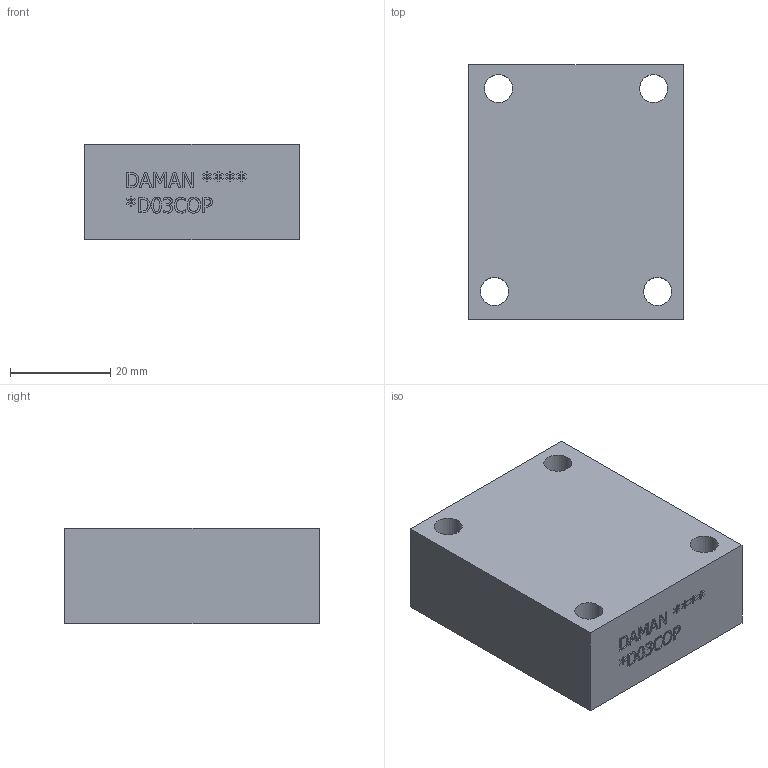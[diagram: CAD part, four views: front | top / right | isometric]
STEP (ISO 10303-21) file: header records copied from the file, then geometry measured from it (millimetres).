
FILE_DESCRIPTION(/* description */ (''),/* implementation_level */ '2;1');
FILE_NAME(/* name */ '_D03COP.stp',/* time_stamp */ '2021-12-08T07:18:41-05:00',/* author */ ('jrf'),/* organization */ (''),/* preprocessor_version */ 'ST-DEVELOPER v18',/* originating_system */ 'Autodesk Inventor 2020',/* authorisation */ '');
FILE_SCHEMA (('AUTOMOTIVE_DESIGN { 1 0 10303 214 3 1 1 }'));
Length unit declared in the file: inch
Products named in the file (1): _D03COP
Bounding box: 42.88 x 50.8 x 19.05 mm (x, y, z)
Volume: 37641.8 mm3; surface area: 9845.5 mm2
Topology: 1 solids, 1 shells, 307 faces, 839 edges, 561 vertices
Faces by surface type: plane 208, bspline 85, cylinder 13, cone 1
Full cylindrical faces by diameter (mm): 3.175 x1, 5.613 x4
Entity records: 10374 total; most frequent: CARTESIAN_POINT 3068, ORIENTED_EDGE 1676, DIRECTION 1146, EDGE_CURVE 838, LINE 636, VECTOR 636, VERTEX_POINT 561, EDGE_LOOP 343
